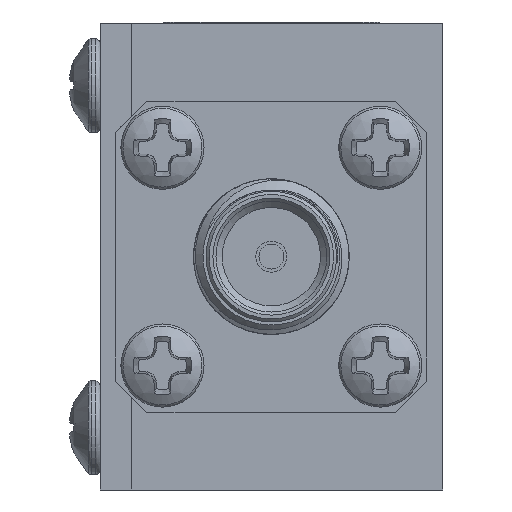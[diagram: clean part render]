
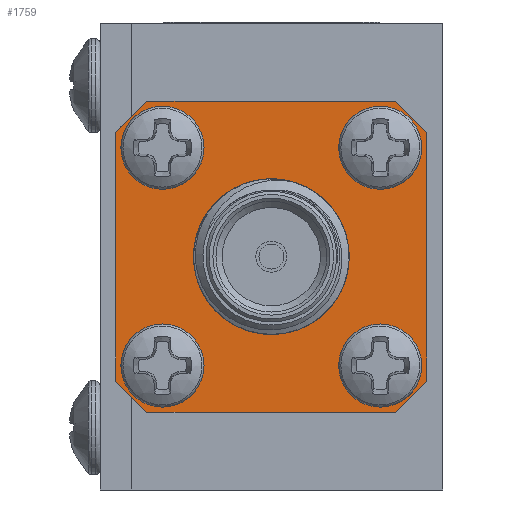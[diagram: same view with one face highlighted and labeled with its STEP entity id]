
A CAD part, left-side view. The second image highlights one B-rep face of the part: STEP entity #1759.
In plain terms, the highlighted planar face has unit normal (-1, 0, 0).
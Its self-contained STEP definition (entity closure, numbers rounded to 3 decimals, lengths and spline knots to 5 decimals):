
#1516 = CIRCLE ( 'NONE', #20073, 0.05773 ) ;
#1637 = CARTESIAN_POINT ( 'NONE',  ( -0.62, 0., 0. ) ) ;
#1759 = ADVANCED_FACE ( 'NONE', ( #19477, #29605, #24774, #27932, #22953, #7521 ), #12835, .F. ) ;
#1951 = DIRECTION ( 'NONE',  ( -1., 0., 0. ) ) ;
#2122 = CARTESIAN_POINT ( 'NONE',  ( -0.62, -0.25, -0.25 ) ) ;
#2453 = LINE ( 'NONE', #2122, #10734 ) ;
#2810 = LINE ( 'NONE', #31180, #11034 ) ;
#2913 = VERTEX_POINT ( 'NONE', #28802 ) ;
#3141 = CARTESIAN_POINT ( 'NONE',  ( -0.62, -0.25, 0.25 ) ) ;
#3253 = CIRCLE ( 'NONE', #7491, 0.05773 ) ;
#4084 = DIRECTION ( 'NONE',  ( 1., 0., 0. ) ) ;
#4748 = EDGE_LOOP ( 'NONE', ( #24336 ) ) ;
#4832 = VERTEX_POINT ( 'NONE', #7923 ) ;
#4950 = VERTEX_POINT ( 'NONE', #22550 ) ;
#4952 = DIRECTION ( 'NONE',  ( 0., -0.707, 0.707 ) ) ;
#5204 = CARTESIAN_POINT ( 'NONE',  ( -0.62, -0.25, -0.2 ) ) ;
#5285 = EDGE_LOOP ( 'NONE', ( #30023 ) ) ;
#5322 = DIRECTION ( 'NONE',  ( 1., 0., 0. ) ) ;
#5819 = CARTESIAN_POINT ( 'NONE',  ( -0.62, -0.175, -0.175 ) ) ;
#6235 = ORIENTED_EDGE ( 'NONE', *, *, #25160, .T. ) ;
#6248 = VERTEX_POINT ( 'NONE', #5204 ) ;
#6523 = EDGE_CURVE ( 'NONE', #2913, #21421, #28892, .T. ) ;
#7491 = AXIS2_PLACEMENT_3D ( 'NONE', #11291, #8474, #21400 ) ;
#7521 = FACE_BOUND ( 'NONE', #4748, .T. ) ;
#7531 = VERTEX_POINT ( 'NONE', #23621 ) ;
#7535 = VERTEX_POINT ( 'NONE', #25446 ) ;
#7923 = CARTESIAN_POINT ( 'NONE',  ( -0.62, 0.2, -0.25 ) ) ;
#8474 = DIRECTION ( 'NONE',  ( -1., 0., 0. ) ) ;
#8962 = VERTEX_POINT ( 'NONE', #24055 ) ;
#9071 = AXIS2_PLACEMENT_3D ( 'NONE', #1637, #1951, #19559 ) ;
#9252 = EDGE_LOOP ( 'NONE', ( #17162 ) ) ;
#9439 = CARTESIAN_POINT ( 'NONE',  ( -0.62, -0.2, 0.25 ) ) ;
#9866 = VERTEX_POINT ( 'NONE', #23449 ) ;
#10734 = VECTOR ( 'NONE', #25528, 39.37008 ) ;
#10793 = ORIENTED_EDGE ( 'NONE', *, *, #28333, .T. ) ;
#11034 = VECTOR ( 'NONE', #18576, 39.37008 ) ;
#11291 = CARTESIAN_POINT ( 'NONE',  ( -0.62, -0.175, 0.175 ) ) ;
#12127 = CARTESIAN_POINT ( 'NONE',  ( -0.62, 0.25, -0.25 ) ) ;
#12153 = VECTOR ( 'NONE', #19563, 39.37008 ) ;
#12226 = CIRCLE ( 'NONE', #19640, 0.05773 ) ;
#12361 = ORIENTED_EDGE ( 'NONE', *, *, #31246, .T. ) ;
#12547 = EDGE_CURVE ( 'NONE', #6248, #28248, #22255, .T. ) ;
#12707 = EDGE_CURVE ( 'NONE', #7535, #7535, #1516, .T. ) ;
#12835 = PLANE ( 'NONE',  #14930 ) ;
#13272 = DIRECTION ( 'NONE',  ( 0., 1., 0. ) ) ;
#14214 = DIRECTION ( 'NONE',  ( 0., -1., 0. ) ) ;
#14550 = EDGE_LOOP ( 'NONE', ( #12361, #17003, #16693, #6235, #10793, #21253, #29492, #15075 ) ) ;
#14756 = VERTEX_POINT ( 'NONE', #28383 ) ;
#14762 = VERTEX_POINT ( 'NONE', #32500 ) ;
#14930 = AXIS2_PLACEMENT_3D ( 'NONE', #24939, #17647, #27439 ) ;
#14962 = DIRECTION ( 'NONE',  ( 0., 0., 1. ) ) ;
#15075 = ORIENTED_EDGE ( 'NONE', *, *, #19023, .T. ) ;
#15092 = CARTESIAN_POINT ( 'NONE',  ( -0.62, -0.11727, 0.175 ) ) ;
#16275 = CARTESIAN_POINT ( 'NONE',  ( -0.62, 0.25, 0.2 ) ) ;
#16420 = AXIS2_PLACEMENT_3D ( 'NONE', #26823, #4084, #14214 ) ;
#16693 = ORIENTED_EDGE ( 'NONE', *, *, #12547, .T. ) ;
#17003 = ORIENTED_EDGE ( 'NONE', *, *, #17348, .T. ) ;
#17162 = ORIENTED_EDGE ( 'NONE', *, *, #26604, .F. ) ;
#17249 = EDGE_LOOP ( 'NONE', ( #25418 ) ) ;
#17348 = EDGE_CURVE ( 'NONE', #14756, #6248, #30195, .T. ) ;
#17581 = CARTESIAN_POINT ( 'NONE',  ( -0.62, -0.25, -0.2 ) ) ;
#17584 = CARTESIAN_POINT ( 'NONE',  ( -0.62, 0.175, -0.175 ) ) ;
#17647 = DIRECTION ( 'NONE',  ( 1., 0., 0. ) ) ;
#18456 = DIRECTION ( 'NONE',  ( 0., 0.707, -0.707 ) ) ;
#18576 = DIRECTION ( 'NONE',  ( 0., -0.707, -0.707 ) ) ;
#18636 = VECTOR ( 'NONE', #13272, 39.37008 ) ;
#18734 = LINE ( 'NONE', #3141, #18636 ) ;
#19023 = EDGE_CURVE ( 'NONE', #7531, #4832, #2810, .T. ) ;
#19137 = CIRCLE ( 'NONE', #9071, 0.125 ) ;
#19452 = VECTOR ( 'NONE', #4952, 39.37008 ) ;
#19477 = FACE_BOUND ( 'NONE', #27470, .T. ) ;
#19559 = DIRECTION ( 'NONE',  ( 0., 0., -1. ) ) ;
#19563 = DIRECTION ( 'NONE',  ( 0., 0.707, 0.707 ) ) ;
#19640 = AXIS2_PLACEMENT_3D ( 'NONE', #17584, #32020, #22226 ) ;
#19762 = LINE ( 'NONE', #12127, #21657 ) ;
#20073 = AXIS2_PLACEMENT_3D ( 'NONE', #5819, #5322, #20429 ) ;
#20429 = DIRECTION ( 'NONE',  ( 0., 1., 0. ) ) ;
#20608 = EDGE_CURVE ( 'NONE', #21421, #7531, #19762, .T. ) ;
#20748 = CARTESIAN_POINT ( 'NONE',  ( -0.62, -0.25, 0.2 ) ) ;
#21253 = ORIENTED_EDGE ( 'NONE', *, *, #6523, .T. ) ;
#21400 = DIRECTION ( 'NONE',  ( 0., 1., 0. ) ) ;
#21421 = VERTEX_POINT ( 'NONE', #30173 ) ;
#21657 = VECTOR ( 'NONE', #26906, 39.37008 ) ;
#21660 = VECTOR ( 'NONE', #14962, 39.37008 ) ;
#21798 = EDGE_CURVE ( 'NONE', #8962, #8962, #29667, .T. ) ;
#22226 = DIRECTION ( 'NONE',  ( 0., -1., 0. ) ) ;
#22255 = LINE ( 'NONE', #27568, #21660 ) ;
#22550 = CARTESIAN_POINT ( 'NONE',  ( -0.62, 0.11727, -0.175 ) ) ;
#22953 = FACE_OUTER_BOUND ( 'NONE', #14550, .T. ) ;
#23231 = ORIENTED_EDGE ( 'NONE', *, *, #12707, .T. ) ;
#23449 = CARTESIAN_POINT ( 'NONE',  ( -0.62, -0.2, 0.25 ) ) ;
#23621 = CARTESIAN_POINT ( 'NONE',  ( -0.62, 0.25, -0.2 ) ) ;
#24055 = CARTESIAN_POINT ( 'NONE',  ( -0.62, 0.11727, 0.175 ) ) ;
#24336 = ORIENTED_EDGE ( 'NONE', *, *, #30942, .F. ) ;
#24774 = FACE_BOUND ( 'NONE', #17249, .T. ) ;
#24939 = CARTESIAN_POINT ( 'NONE',  ( -0.62, 0., 0. ) ) ;
#25160 = EDGE_CURVE ( 'NONE', #28248, #9866, #32170, .T. ) ;
#25418 = ORIENTED_EDGE ( 'NONE', *, *, #21798, .T. ) ;
#25446 = CARTESIAN_POINT ( 'NONE',  ( -0.62, -0.11727, -0.175 ) ) ;
#25528 = DIRECTION ( 'NONE',  ( 0., -1., 0. ) ) ;
#26604 = EDGE_CURVE ( 'NONE', #4950, #4950, #12226, .T. ) ;
#26823 = CARTESIAN_POINT ( 'NONE',  ( -0.62, 0.175, 0.175 ) ) ;
#26906 = DIRECTION ( 'NONE',  ( 0., 0., -1. ) ) ;
#27373 = VERTEX_POINT ( 'NONE', #15092 ) ;
#27439 = DIRECTION ( 'NONE',  ( 0., 0., -1. ) ) ;
#27470 = EDGE_LOOP ( 'NONE', ( #23231 ) ) ;
#27568 = CARTESIAN_POINT ( 'NONE',  ( -0.62, -0.25, -0.25 ) ) ;
#27932 = FACE_BOUND ( 'NONE', #9252, .T. ) ;
#28248 = VERTEX_POINT ( 'NONE', #20748 ) ;
#28333 = EDGE_CURVE ( 'NONE', #9866, #2913, #18734, .T. ) ;
#28383 = CARTESIAN_POINT ( 'NONE',  ( -0.62, -0.2, -0.25 ) ) ;
#28802 = CARTESIAN_POINT ( 'NONE',  ( -0.62, 0.2, 0.25 ) ) ;
#28892 = LINE ( 'NONE', #16275, #30437 ) ;
#29492 = ORIENTED_EDGE ( 'NONE', *, *, #20608, .T. ) ;
#29605 = FACE_BOUND ( 'NONE', #5285, .T. ) ;
#29667 = CIRCLE ( 'NONE', #16420, 0.05773 ) ;
#30023 = ORIENTED_EDGE ( 'NONE', *, *, #30984, .F. ) ;
#30173 = CARTESIAN_POINT ( 'NONE',  ( -0.62, 0.25, 0.2 ) ) ;
#30195 = LINE ( 'NONE', #17581, #19452 ) ;
#30437 = VECTOR ( 'NONE', #18456, 39.37008 ) ;
#30942 = EDGE_CURVE ( 'NONE', #14762, #14762, #19137, .T. ) ;
#30984 = EDGE_CURVE ( 'NONE', #27373, #27373, #3253, .T. ) ;
#31180 = CARTESIAN_POINT ( 'NONE',  ( -0.62, 0.2, -0.25 ) ) ;
#31246 = EDGE_CURVE ( 'NONE', #4832, #14756, #2453, .T. ) ;
#32020 = DIRECTION ( 'NONE',  ( -1., 0., 0. ) ) ;
#32170 = LINE ( 'NONE', #9439, #12153 ) ;
#32500 = CARTESIAN_POINT ( 'NONE',  ( -0.62, 0., -0.125 ) ) ;
